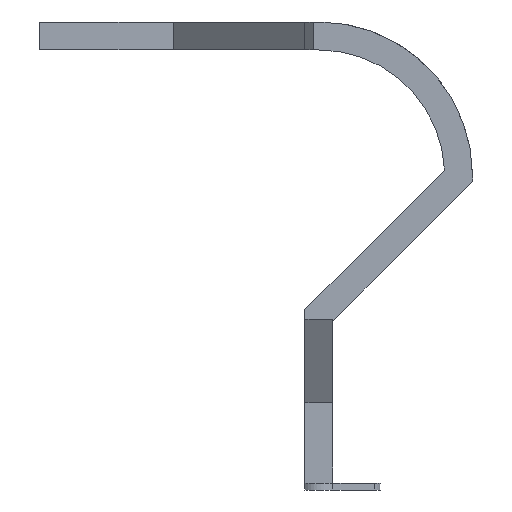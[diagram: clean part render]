
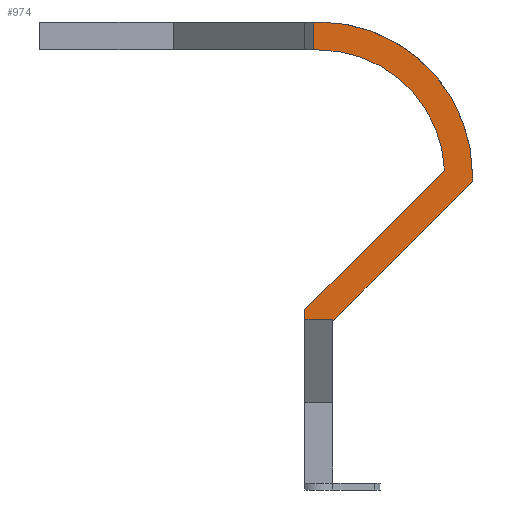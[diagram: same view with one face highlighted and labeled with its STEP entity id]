
A CAD part, left-side view. The second image highlights one B-rep face of the part: STEP entity #974.
In plain terms, the highlighted planar face has unit normal (-1, 0, 0).
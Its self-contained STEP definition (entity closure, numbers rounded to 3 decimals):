
#18=CIRCLE('',#1037,45.);
#21=CIRCLE('',#1044,55.);
#61=FACE_OUTER_BOUND('',#113,.T.);
#113=EDGE_LOOP('',(#743,#744,#745,#746,#747,#748,#749,#750,#751,#752,#753));
#160=LINE('',#1393,#282);
#177=LINE('',#1430,#299);
#185=LINE('',#1443,#307);
#191=LINE('',#1461,#313);
#201=LINE('',#1485,#323);
#213=LINE('',#1508,#335);
#217=LINE('',#1516,#339);
#218=LINE('',#1517,#340);
#219=LINE('',#1518,#341);
#282=VECTOR('',#1122,10.);
#299=VECTOR('',#1149,10.);
#307=VECTOR('',#1161,10.);
#313=VECTOR('',#1175,10.);
#323=VECTOR('',#1199,10.);
#335=VECTOR('',#1213,10.);
#339=VECTOR('',#1219,10.);
#340=VECTOR('',#1220,10.);
#341=VECTOR('',#1221,10.);
#405=VERTEX_POINT('',#1390);
#406=VERTEX_POINT('',#1392);
#419=VERTEX_POINT('',#1426);
#421=VERTEX_POINT('',#1429);
#424=VERTEX_POINT('',#1441);
#426=VERTEX_POINT('',#1446);
#427=VERTEX_POINT('',#1448);
#429=VERTEX_POINT('',#1454);
#432=VERTEX_POINT('',#1459);
#439=VERTEX_POINT('',#1484);
#452=VERTEX_POINT('',#1515);
#503=EDGE_CURVE('',#406,#405,#160,.T.);
#520=EDGE_CURVE('',#421,#419,#177,.T.);
#528=EDGE_CURVE('',#405,#424,#185,.T.);
#530=EDGE_CURVE('',#427,#426,#18,.T.);
#536=EDGE_CURVE('',#432,#429,#191,.T.);
#547=EDGE_CURVE('',#406,#432,#21,.T.);
#549=EDGE_CURVE('',#426,#439,#201,.T.);
#561=EDGE_CURVE('',#439,#421,#213,.T.);
#565=EDGE_CURVE('',#419,#452,#217,.T.);
#566=EDGE_CURVE('',#452,#429,#218,.T.);
#567=EDGE_CURVE('',#427,#424,#219,.T.);
#743=ORIENTED_EDGE('',*,*,#565,.T.);
#744=ORIENTED_EDGE('',*,*,#566,.T.);
#745=ORIENTED_EDGE('',*,*,#536,.F.);
#746=ORIENTED_EDGE('',*,*,#547,.F.);
#747=ORIENTED_EDGE('',*,*,#503,.T.);
#748=ORIENTED_EDGE('',*,*,#528,.T.);
#749=ORIENTED_EDGE('',*,*,#567,.F.);
#750=ORIENTED_EDGE('',*,*,#530,.T.);
#751=ORIENTED_EDGE('',*,*,#549,.T.);
#752=ORIENTED_EDGE('',*,*,#561,.T.);
#753=ORIENTED_EDGE('',*,*,#520,.T.);
#928=PLANE('',#1048);
#974=ADVANCED_FACE('',(#61),#928,.T.);
#1037=AXIS2_PLACEMENT_3D('',#1449,#1165,#1166);
#1044=AXIS2_PLACEMENT_3D('',#1481,#1193,#1194);
#1048=AXIS2_PLACEMENT_3D('',#1514,#1217,#1218);
#1122=DIRECTION('',(0.,1.,0.));
#1149=DIRECTION('',(0.,-1.,0.));
#1161=DIRECTION('',(0.,0.,-1.));
#1165=DIRECTION('center_axis',(1.,0.,0.));
#1166=DIRECTION('ref_axis',(0.,0.,1.));
#1175=DIRECTION('',(0.,0.,-1.));
#1193=DIRECTION('center_axis',(1.,0.,0.));
#1194=DIRECTION('ref_axis',(0.,0.,1.));
#1199=DIRECTION('',(0.,0.707,-0.707));
#1213=DIRECTION('',(0.,0.,-1.));
#1217=DIRECTION('center_axis',(-1.,0.,0.));
#1218=DIRECTION('ref_axis',(0.,0.,1.));
#1219=DIRECTION('',(0.,0.,-1.));
#1220=DIRECTION('',(0.,-0.707,0.707));
#1221=DIRECTION('',(0.,1.,0.));
#1390=CARTESIAN_POINT('',(-22.321,2.071,165.));
#1392=CARTESIAN_POINT('',(-22.321,0.,165.));
#1393=CARTESIAN_POINT('',(-22.321,0.,165.));
#1426=CARTESIAN_POINT('',(-22.321,-5.,58.66));
#1429=CARTESIAN_POINT('',(-22.321,5.,58.66));
#1430=CARTESIAN_POINT('',(-22.321,-2.5,58.66));
#1441=CARTESIAN_POINT('',(-22.321,2.071,155.));
#1443=CARTESIAN_POINT('',(-22.321,2.071,160.));
#1446=CARTESIAN_POINT('',(-22.321,-44.954,112.025));
#1448=CARTESIAN_POINT('',(-22.321,0.,155.));
#1449=CARTESIAN_POINT('Origin',(-22.321,0.,
110.));
#1454=CARTESIAN_POINT('',(-22.321,-55.,107.929));
#1459=CARTESIAN_POINT('',(-22.321,-55.,110.));
#1461=CARTESIAN_POINT('',(-22.321,-55.,110.));
#1481=CARTESIAN_POINT('Origin',(-22.321,0.,
110.));
#1484=CARTESIAN_POINT('',(-22.321,5.,62.071));
#1485=CARTESIAN_POINT('',(-22.321,-46.465,113.536));
#1508=CARTESIAN_POINT('',(-22.321,5.,80.));
#1514=CARTESIAN_POINT('Origin',(-22.321,0.,
155.));
#1515=CARTESIAN_POINT('',(-22.321,-5.,57.929));
#1516=CARTESIAN_POINT('',(-22.321,-5.,99.633));
#1517=CARTESIAN_POINT('',(-22.321,-53.536,106.464));
#1518=CARTESIAN_POINT('',(-22.321,0.,155.));
